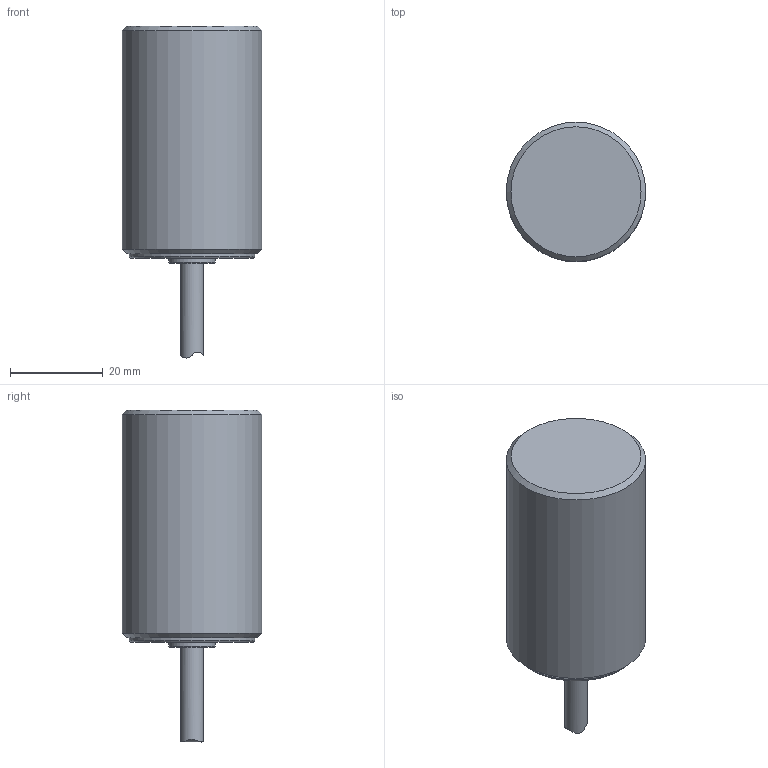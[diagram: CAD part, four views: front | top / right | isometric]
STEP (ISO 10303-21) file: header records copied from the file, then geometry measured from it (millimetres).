
FILE_DESCRIPTION(/* description */ (''),/* implementation_level */ '2;1');
FILE_NAME(/* name */ 'IA8003_Shrinkwrap_1.stp',/* time_stamp */ '2022-03-18T10:30:27+01:00',/* author */ ('Krieger Anja'),/* organization */ (''),/* preprocessor_version */ 'ST-DEVELOPER v18.1',/* originating_system */ 'Autodesk Inventor 2021',/* authorisation */ '');
FILE_SCHEMA (('AUTOMOTIVE_DESIGN { 1 0 10303 214 3 1 1 }'));
Length unit declared in the file: millimetre
Products named in the file (1): IA8003_Shrinkwrap_1
Bounding box: 30 x 30 x 71.43 mm (x, y, z)
Volume: 35563.6 mm3; surface area: 6321.7 mm2
Topology: 1 solids, 1 shells, 14 faces, 26 edges, 17 vertices
Faces by surface type: cylinder 6, plane 4, torus 2, cone 2
Full cylindrical faces by diameter (mm): 4.9 x1, 10 x1, 27 x1, 30 x1
Entity records: 491 total; most frequent: CARTESIAN_POINT 118, DIRECTION 67, ORIENTED_EDGE 52, AXIS2_PLACEMENT_3D 30, EDGE_CURVE 26, EDGE_LOOP 17, VERTEX_POINT 17, CIRCLE 15
